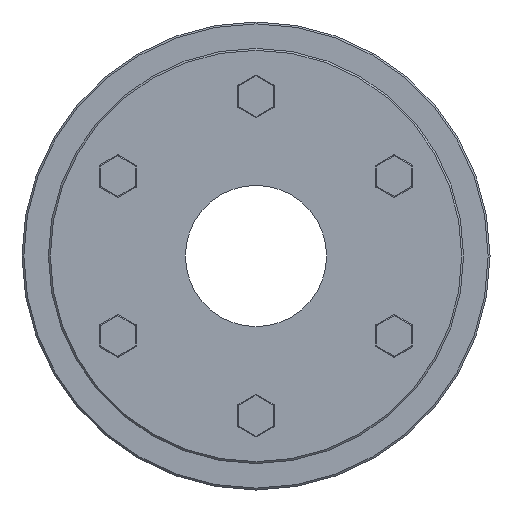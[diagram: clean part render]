
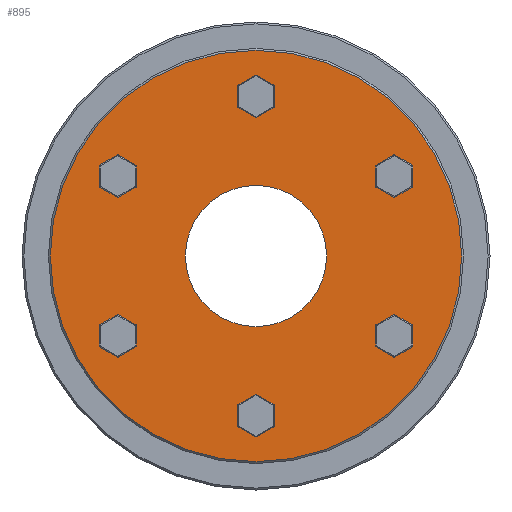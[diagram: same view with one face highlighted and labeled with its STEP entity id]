
A CAD part, left-side view. The second image highlights one B-rep face of the part: STEP entity #895.
In plain terms, the highlighted planar face has unit normal (-1, 0, 0).
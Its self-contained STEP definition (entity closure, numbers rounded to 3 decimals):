
#206 = VERTEX_POINT ( 'NONE', #4810 ) ;
#212 = VERTEX_POINT ( 'NONE', #4816 ) ;
#637 = EDGE_CURVE ( 'NONE', #4605, #4606, #6622, .T. ) ;
#658 = EDGE_CURVE ( 'NONE', #206, #212, #6657, .T. ) ;
#663 = EDGE_CURVE ( 'NONE', #212, #206, #6663, .T. ) ;
#670 = EDGE_CURVE ( 'NONE', #4606, #4605, #6669, .T. ) ;
#895 = ADVANCED_FACE ( 'NONE', ( #7016, #7019 ), #7677, .T. ) ;
#1060 = EDGE_LOOP ( 'NONE', ( #1209, #1210 ) ) ;
#1078 = EDGE_LOOP ( 'NONE', ( #1211, #1212 ) ) ;
#1209 = ORIENTED_EDGE ( 'NONE', *, *, #670, .T. ) ;
#1210 = ORIENTED_EDGE ( 'NONE', *, *, #637, .T. ) ;
#1211 = ORIENTED_EDGE ( 'NONE', *, *, #658, .T. ) ;
#1212 = ORIENTED_EDGE ( 'NONE', *, *, #663, .T. ) ;
#4605 = VERTEX_POINT ( 'NONE', #14206 ) ;
#4606 = VERTEX_POINT ( 'NONE', #14207 ) ;
#4810 = CARTESIAN_POINT ( 'NONE',  ( -72., 19., 0. ) ) ;
#4816 = CARTESIAN_POINT ( 'NONE',  ( -72., -19., 0. ) ) ;
#5191 = CARTESIAN_POINT ( 'NONE',  ( -72., 0., 0. ) ) ;
#5197 = DIRECTION ( 'NONE',  ( -1., 0., 0. ) ) ;
#5198 = DIRECTION ( 'NONE',  ( 0., -1., 0. ) ) ;
#5246 = CARTESIAN_POINT ( 'NONE',  ( -72., 0., 0. ) ) ;
#5249 = DIRECTION ( 'NONE',  ( 1., 0., 0. ) ) ;
#5250 = DIRECTION ( 'NONE',  ( 0., 1., 0. ) ) ;
#5257 = CARTESIAN_POINT ( 'NONE',  ( -72., 0., 0. ) ) ;
#5259 = DIRECTION ( 'NONE',  ( 1., 0., 0. ) ) ;
#5260 = DIRECTION ( 'NONE',  ( 0., 1., 0. ) ) ;
#5682 = AXIS2_PLACEMENT_3D ( 'NONE', #5191, #5197, #5198 ) ;
#5687 = AXIS2_PLACEMENT_3D ( 'NONE', #5257, #5259, #5260 ) ;
#5691 = AXIS2_PLACEMENT_3D ( 'NONE', #5246, #5249, #5250 ) ;
#5694 = AXIS2_PLACEMENT_3D ( 'NONE', #7112, #7114, #7115 ) ;
#5811 = AXIS2_PLACEMENT_3D ( 'NONE', #7676, #7679, #7680 ) ;
#6622 = CIRCLE ( 'NONE', #5682, 55.38 ) ;
#6657 = CIRCLE ( 'NONE', #5691, 19. ) ;
#6663 = CIRCLE ( 'NONE', #5687, 19. ) ;
#6669 = CIRCLE ( 'NONE', #5694, 55.38 ) ;
#7016 = FACE_OUTER_BOUND ( 'NONE', #1060, .T. ) ;
#7019 = FACE_BOUND ( 'NONE', #1078, .T. ) ;
#7112 = CARTESIAN_POINT ( 'NONE',  ( -72., 0., 0. ) ) ;
#7114 = DIRECTION ( 'NONE',  ( -1., 0., 0. ) ) ;
#7115 = DIRECTION ( 'NONE',  ( 0., -1., 0. ) ) ;
#7676 = CARTESIAN_POINT ( 'NONE',  ( -72., 19., 0. ) ) ;
#7677 = PLANE ( 'NONE',  #5811 ) ;
#7679 = DIRECTION ( 'NONE',  ( -1., 0., 0. ) ) ;
#7680 = DIRECTION ( 'NONE',  ( 0., -1., 0. ) ) ;
#14206 = CARTESIAN_POINT ( 'NONE',  ( -72., -55.38, 0. ) ) ;
#14207 = CARTESIAN_POINT ( 'NONE',  ( -72., 55.38, 0. ) ) ;
